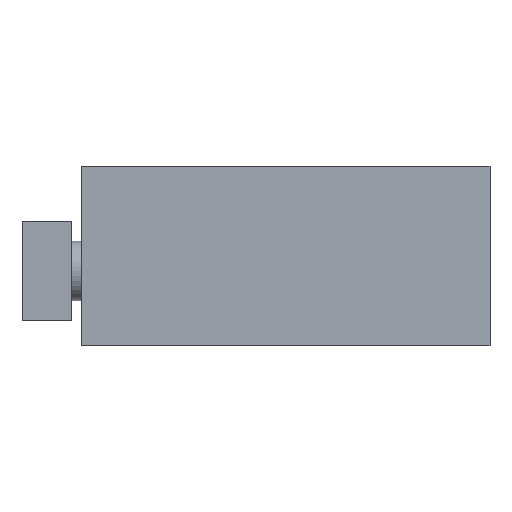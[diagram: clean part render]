
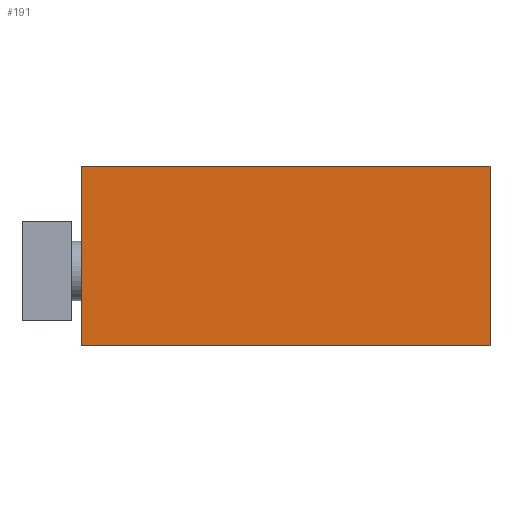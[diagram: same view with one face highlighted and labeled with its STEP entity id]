
A CAD part, front view. The second image highlights one B-rep face of the part: STEP entity #191.
In plain terms, the highlighted face is planar.
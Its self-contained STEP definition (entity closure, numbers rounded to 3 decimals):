
#191 = ADVANCED_FACE( '', ( #325 ), #326, .F. );
#325 = FACE_OUTER_BOUND( '', #588, .T. );
#326 = PLANE( '', #589 );
#588 = EDGE_LOOP( '', ( #951, #952, #953, #954 ) );
#589 = AXIS2_PLACEMENT_3D( '', #955, #956, #957 );
#951 = ORIENTED_EDGE( '', *, *, #1389, .T. );
#952 = ORIENTED_EDGE( '', *, *, #1388, .F. );
#953 = ORIENTED_EDGE( '', *, *, #1345, .F. );
#954 = ORIENTED_EDGE( '', *, *, #1390, .T. );
#955 = CARTESIAN_POINT( '', ( 41., 10.5, 17. ) );
#956 = DIRECTION( '', ( 0., 0., -1. ) );
#957 = DIRECTION( '', ( -1., 0., 0. ) );
#1345 = EDGE_CURVE( '', #1498, #1500, #1501, .T. );
#1388 = EDGE_CURVE( '', #1500, #1571, #1573, .T. );
#1389 = EDGE_CURVE( '', #1574, #1571, #1575, .T. );
#1390 = EDGE_CURVE( '', #1498, #1574, #1576, .T. );
#1498 = VERTEX_POINT( '', #1933 );
#1500 = VERTEX_POINT( '', #1936 );
#1501 = LINE( '', #1937, #1938 );
#1571 = VERTEX_POINT( '', #2041 );
#1573 = LINE( '', #2044, #2045 );
#1574 = VERTEX_POINT( '', #2046 );
#1575 = LINE( '', #2047, #2048 );
#1576 = LINE( '', #2049, #2050 );
#1933 = CARTESIAN_POINT( '', ( 41., 10.5, 17. ) );
#1936 = CARTESIAN_POINT( '', ( 41., -7.5, 17. ) );
#1937 = CARTESIAN_POINT( '', ( 41., 10.5, 17. ) );
#1938 = VECTOR( '', #2298, 1000. );
#2041 = CARTESIAN_POINT( '', ( 0., -7.5, 17. ) );
#2044 = CARTESIAN_POINT( '', ( 41., -7.5, 17. ) );
#2045 = VECTOR( '', #2357, 1000. );
#2046 = CARTESIAN_POINT( '', ( 0., 10.5, 17. ) );
#2047 = CARTESIAN_POINT( '', ( 0., 10.5, 17. ) );
#2048 = VECTOR( '', #2358, 1000. );
#2049 = CARTESIAN_POINT( '', ( 41., 10.5, 17. ) );
#2050 = VECTOR( '', #2359, 1000. );
#2298 = DIRECTION( '', ( 0., -1., 0. ) );
#2357 = DIRECTION( '', ( -1., 0., 0. ) );
#2358 = DIRECTION( '', ( 0., -1., 0. ) );
#2359 = DIRECTION( '', ( -1., 0., 0. ) );
